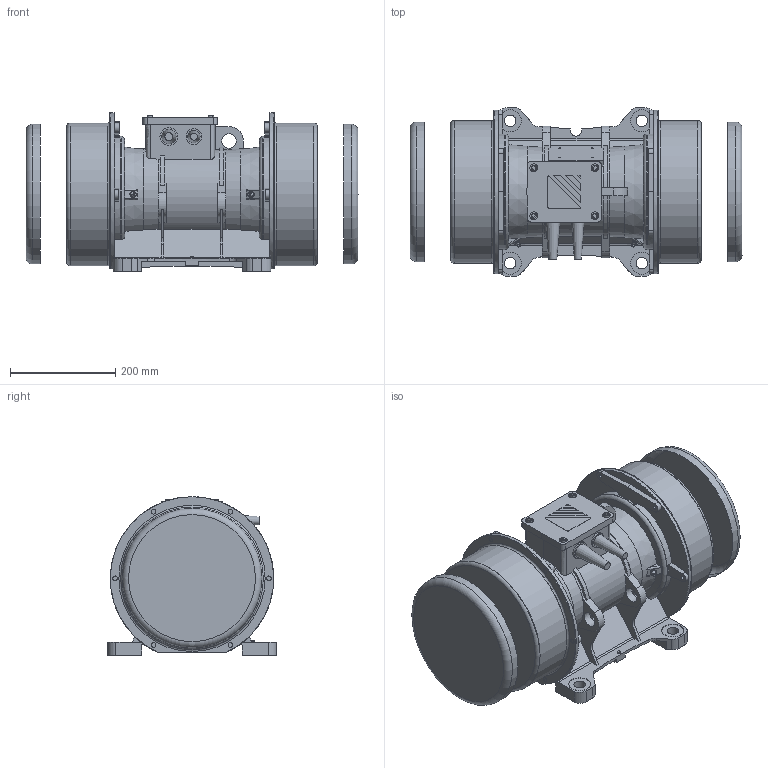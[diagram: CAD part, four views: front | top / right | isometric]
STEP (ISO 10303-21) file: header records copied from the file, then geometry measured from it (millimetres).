
FILE_DESCRIPTION(/* description */ (''),/* implementation_level */ '2;1');
FILE_NAME(/* name */ 'JX15-4-130',/* time_stamp */ '2020-10-01T09:39:48+02:00',/* author */ (''),/* organization */ (''),/* preprocessor_version */ 'ST-DEVELOPER v16.5',/* originating_system */ 'HiCAD 2019 2402.2 Build 521',/* authorisation */ '');
FILE_SCHEMA (('AUTOMOTIVE_DESIGN { 1 0 10303 214 1 1 1 1 }'));
Length unit declared in the file: millimetre
Products named in the file (15): Root; Aktuelle JX Antriebe - mit Erdungsbohrung; JX 15 JX 17 ab 2019_11 vorher China_Baugruppe; 50 Hz; 0312593_UNWUCHTANTRIEB; Gehäuse; Erdungsbohrung M5; DIN 920-M5x12-4.8_Flachkopfschrauben; HAUBE LINKS; HAUBE RECHTS; ZUSATZGEWICHT; GEHÄUSE; Haubenausbaumaß
Assembly tree (14 placements, depth 8):
  Root
    Aktuelle JX Antriebe - mit Erdungsbohrung
      JX 15 JX 17 ab 2019_11 vorher China_Baugruppe
        50 Hz
          0312593_UNWUCHTANTRIEB
            Gehäuse
              Erdungsbohrung M5
                DIN 920-M5x12-4.8_Flachkopfschrauben
              HAUBE LINKS
              HAUBE RECHTS
              ZUSATZGEWICHT
              GEHÄUSE
            Haubenausbaumaß
              HAUBE LINKS
              HAUBE RECHTS
Bounding box: 630 x 320 x 301 mm (x, y, z)
Volume: 9124133.4 mm3; surface area: 1752235.2 mm2
Topology: 5 solids, 13 shells, 630 faces, 1635 edges, 1079 vertices
Faces by surface type: plane 322, cylinder 208, torus 54, cone 39, sphere 4, bspline 3
Full cylindrical faces by diameter (mm): 3.2 x4, 5 x5, 5.001 x1, 6.5 x1, 6.8 x5, 6.801 x3, 6.989 x4, 9 x12, 14.5 x1, 14.935 x1, 14.969 x3, 18.5 x1, 22 x4, 27.5 x1, 29.005 x4, 42 x4, 131.08 x1, 159.576 x1, 265 x2, 267.5 x2, 270.5 x2
Entity records: 35362 total; most frequent: CARTESIAN_POINT 4933, DIRECTION 3240, PRESENTATION_STYLE_ASSIGNMENT 3039, COLOUR_RGB 3036, DRAUGHTING_PRE_DEFINED_CURVE_FONT 3032, CURVE_STYLE 3032, OVER_RIDING_STYLED_ITEM 3032, ORIENTED_EDGE 3032
